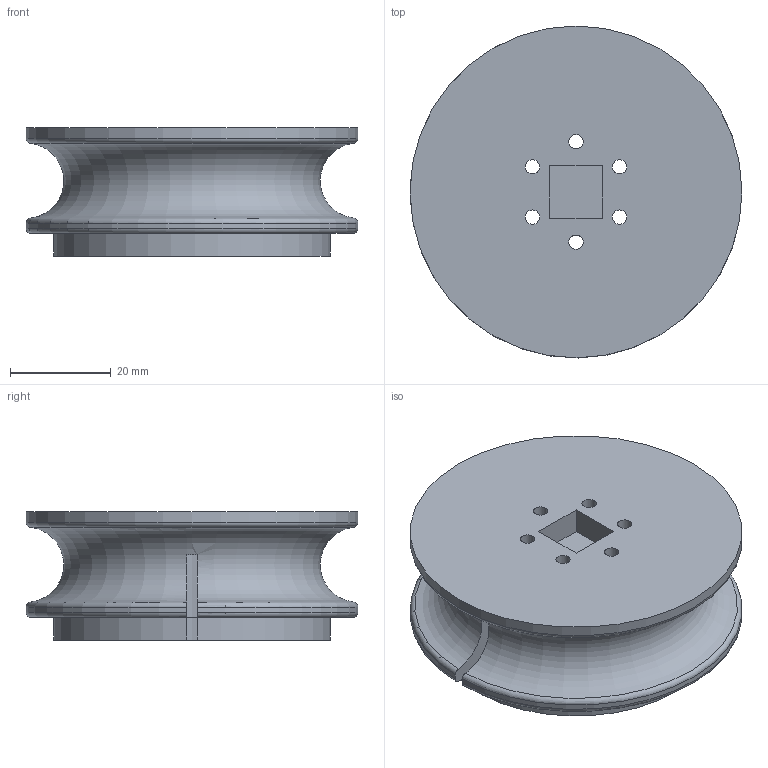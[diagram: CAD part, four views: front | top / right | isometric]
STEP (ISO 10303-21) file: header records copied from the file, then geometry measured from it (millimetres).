
FILE_DESCRIPTION(/* description */ (''),/* implementation_level */ '2;1');
FILE_NAME(/* name */ 'WRIST ROTATION PULLEY (2).step',/* time_stamp */ '2024-08-12T00:05:22-04:00',/* author */ (''),/* organization */ (''),/* preprocessor_version */ 'ST-DEVELOPER v20',/* originating_system */ 'Autodesk Translation Framework v13.14.0.145',/* authorisation */ '');
FILE_SCHEMA (('AUTOMOTIVE_DESIGN { 1 0 10303 214 3 1 1 }'));
Length unit declared in the file: millimetre
Products named in the file (1): WRIST ROTATION PULLEY
Bounding box: 66 x 66 x 25.5 mm (x, y, z)
Volume: 38763.8 mm3; surface area: 15867.8 mm2
Topology: 1 solids, 1 shells, 27 faces, 70 edges, 46 vertices
Faces by surface type: plane 12, cylinder 11, torus 4
Full cylindrical faces by diameter (mm): 2.85 x6, 66 x1
Entity records: 949 total; most frequent: CARTESIAN_POINT 222, DIRECTION 149, ORIENTED_EDGE 140, EDGE_CURVE 70, AXIS2_PLACEMENT_3D 57, VERTEX_POINT 46, EDGE_LOOP 40, LINE 35
